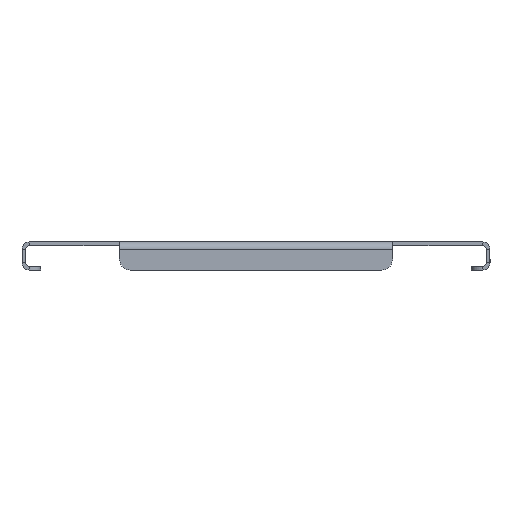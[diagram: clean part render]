
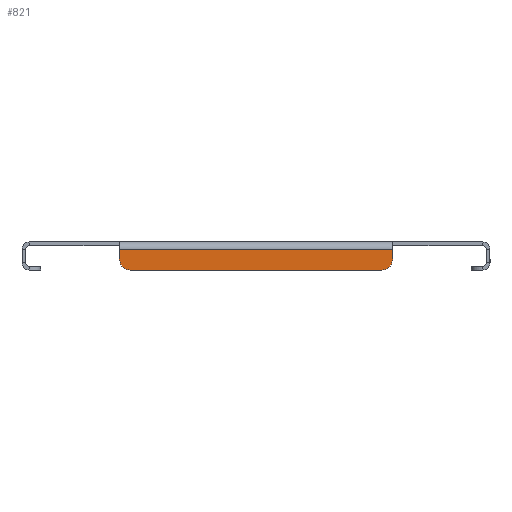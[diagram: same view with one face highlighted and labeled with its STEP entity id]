
A CAD part, left-side view. The second image highlights one B-rep face of the part: STEP entity #821.
In plain terms, the highlighted planar face has unit normal (-1, 0, 0).
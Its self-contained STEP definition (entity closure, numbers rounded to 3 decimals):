
#94 = CARTESIAN_POINT ( 'NONE',  ( -349.5, -73., -15. ) ) ;
#103 = DIRECTION ( 'NONE',  ( 1., 0., 0. ) ) ;
#127 = AXIS2_PLACEMENT_3D ( 'NONE', #208, #2664, #622 ) ;
#129 = ORIENTED_EDGE ( 'NONE', *, *, #1269, .T. ) ;
#149 = VERTEX_POINT ( 'NONE', #2901 ) ;
#198 = CARTESIAN_POINT ( 'NONE',  ( -349.5, -73., -4. ) ) ;
#208 = CARTESIAN_POINT ( 'NONE',  ( -349.5, -67., -9. ) ) ;
#298 = FACE_OUTER_BOUND ( 'NONE', #1350, .T. ) ;
#306 = DIRECTION ( 'NONE',  ( -1., 0., 0. ) ) ;
#347 = DIRECTION ( 'NONE',  ( 0., -1., 0. ) ) ;
#503 = VERTEX_POINT ( 'NONE', #532 ) ;
#532 = CARTESIAN_POINT ( 'NONE',  ( -349.5, 73., -9. ) ) ;
#573 = PLANE ( 'NONE',  #2246 ) ;
#622 = DIRECTION ( 'NONE',  ( 0., 0., -1. ) ) ;
#634 = VERTEX_POINT ( 'NONE', #1497 ) ;
#651 = CARTESIAN_POINT ( 'NONE',  ( -349.5, -125., -4. ) ) ;
#663 = DIRECTION ( 'NONE',  ( 0., 1., 0. ) ) ;
#695 = EDGE_CURVE ( 'NONE', #634, #149, #2317, .T. ) ;
#750 = CARTESIAN_POINT ( 'NONE',  ( -349.5, 0., 0. ) ) ;
#821 = ADVANCED_FACE ( 'NONE', ( #298 ), #573, .F. ) ;
#853 = VERTEX_POINT ( 'NONE', #2180 ) ;
#875 = CARTESIAN_POINT ( 'NONE',  ( -349.5, -125., -15. ) ) ;
#915 = VECTOR ( 'NONE', #347, 1000. ) ;
#941 = LINE ( 'NONE', #2533, #1639 ) ;
#1170 = VERTEX_POINT ( 'NONE', #198 ) ;
#1193 = EDGE_CURVE ( 'NONE', #2717, #503, #941, .T. ) ;
#1215 = ORIENTED_EDGE ( 'NONE', *, *, #695, .F. ) ;
#1261 = LINE ( 'NONE', #94, #2027 ) ;
#1269 = EDGE_CURVE ( 'NONE', #503, #149, #1866, .T. ) ;
#1350 = EDGE_LOOP ( 'NONE', ( #1215, #2796, #2637, #2159, #2099, #129 ) ) ;
#1415 = DIRECTION ( 'NONE',  ( 0., 0., -1. ) ) ;
#1493 = EDGE_CURVE ( 'NONE', #2717, #1170, #2233, .T. ) ;
#1497 = CARTESIAN_POINT ( 'NONE',  ( -349.5, -67., -15. ) ) ;
#1638 = VECTOR ( 'NONE', #663, 1000. ) ;
#1639 = VECTOR ( 'NONE', #1415, 1000. ) ;
#1644 = CIRCLE ( 'NONE', #127, 6. ) ;
#1829 = DIRECTION ( 'NONE',  ( 0., 0., 1. ) ) ;
#1866 = CIRCLE ( 'NONE', #2296, 6. ) ;
#1921 = CARTESIAN_POINT ( 'NONE',  ( -349.5, 67., -9. ) ) ;
#1942 = DIRECTION ( 'NONE',  ( 0., 0., -1. ) ) ;
#1950 = CARTESIAN_POINT ( 'NONE',  ( -349.5, 73., -4. ) ) ;
#2026 = EDGE_CURVE ( 'NONE', #853, #1170, #1261, .T. ) ;
#2027 = VECTOR ( 'NONE', #1829, 1000. ) ;
#2099 = ORIENTED_EDGE ( 'NONE', *, *, #1193, .T. ) ;
#2159 = ORIENTED_EDGE ( 'NONE', *, *, #1493, .F. ) ;
#2180 = CARTESIAN_POINT ( 'NONE',  ( -349.5, -73., -9. ) ) ;
#2233 = LINE ( 'NONE', #651, #915 ) ;
#2246 = AXIS2_PLACEMENT_3D ( 'NONE', #750, #103, #1942 ) ;
#2296 = AXIS2_PLACEMENT_3D ( 'NONE', #1921, #306, #2560 ) ;
#2317 = LINE ( 'NONE', #875, #1638 ) ;
#2365 = EDGE_CURVE ( 'NONE', #634, #853, #1644, .T. ) ;
#2533 = CARTESIAN_POINT ( 'NONE',  ( -349.5, 73., -15. ) ) ;
#2560 = DIRECTION ( 'NONE',  ( 0., 0., -1. ) ) ;
#2637 = ORIENTED_EDGE ( 'NONE', *, *, #2026, .T. ) ;
#2664 = DIRECTION ( 'NONE',  ( -1., 0., 0. ) ) ;
#2717 = VERTEX_POINT ( 'NONE', #1950 ) ;
#2796 = ORIENTED_EDGE ( 'NONE', *, *, #2365, .T. ) ;
#2901 = CARTESIAN_POINT ( 'NONE',  ( -349.5, 67., -15. ) ) ;
